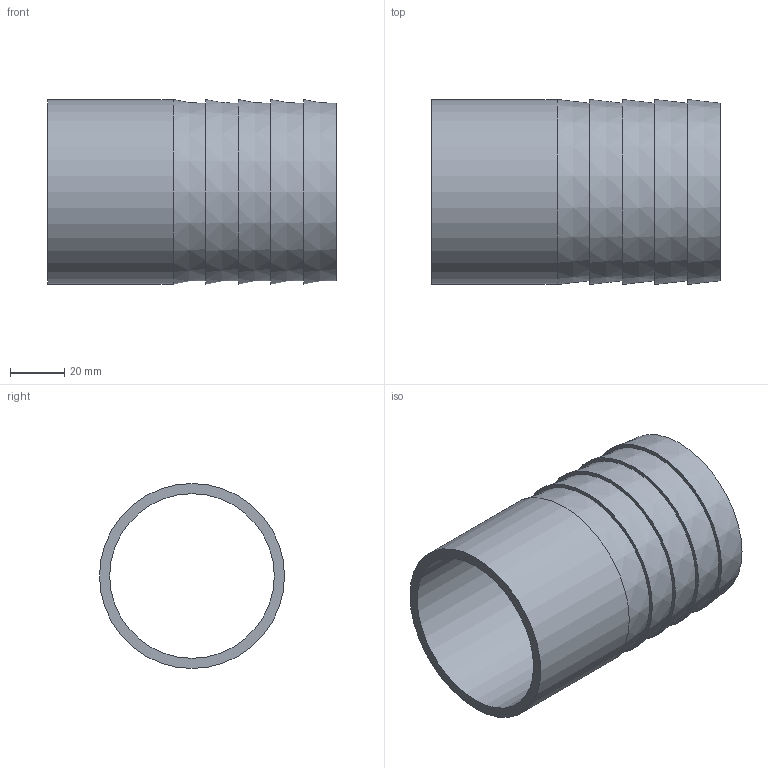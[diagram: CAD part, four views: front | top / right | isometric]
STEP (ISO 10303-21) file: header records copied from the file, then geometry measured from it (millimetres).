
FILE_DESCRIPTION(/* description */ ('Hadicový nástavec přivařovací'),/* implementation_level */ '2;1');
FILE_NAME(/* name */ '26020065000.stp',/* time_stamp */ '2016-01-12T07:34:37+01:00',/* author */ ('Struska'),/* organization */ ('Bupospol'),/* preprocessor_version */ 'ST-DEVELOPER v15.6',/* originating_system */ 'Autodesk Inventor 2015',/* authorisation */ '');
FILE_SCHEMA (('CONFIG_CONTROL_DESIGN'));
Length unit declared in the file: millimetre
Products named in the file (1): 26020065000
Bounding box: 106 x 68 x 68 mm (x, y, z)
Volume: 71617.4 mm3; surface area: 44987 mm2
Topology: 1 solids, 1 shells, 17 faces, 33 edges, 22 vertices
Faces by surface type: plane 6, cylinder 6, cone 5
Full cylindrical faces by diameter (mm): 60.5 x1, 68 x5
Entity records: 389 total; most frequent: DIRECTION 70, CARTESIAN_POINT 52, AXIS2_PLACEMENT_3D 35, EDGE_LOOP 34, ORIENTED_EDGE 34, STYLED_ITEM 18, FACE_BOUND 17, FACE_OUTER_BOUND 17
